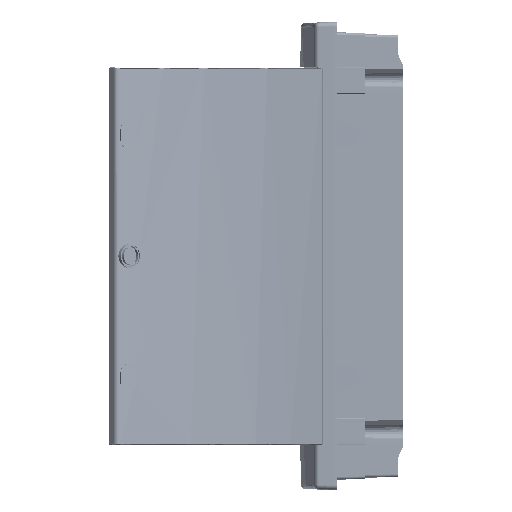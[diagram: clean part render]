
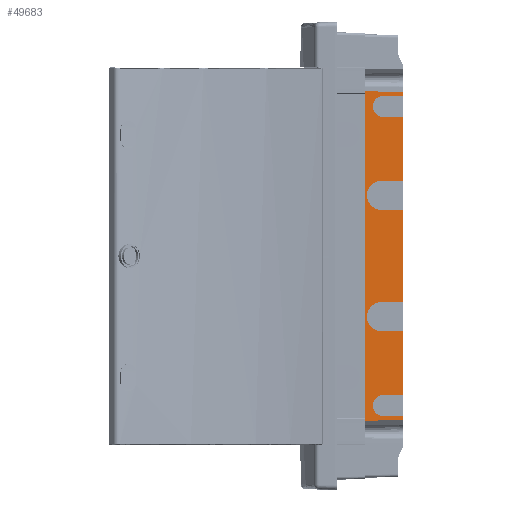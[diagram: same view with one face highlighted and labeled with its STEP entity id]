
A CAD part, left-side view. The second image highlights one B-rep face of the part: STEP entity #49683.
In plain terms, the highlighted planar face has unit normal (-1, -0.018, 0).
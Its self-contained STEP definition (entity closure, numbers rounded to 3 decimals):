
#1472=(
BOUNDED_CURVE()
B_SPLINE_CURVE(3,(#70397,#70398,#70399,#70400),.UNSPECIFIED.,.F.,.F.)
B_SPLINE_CURVE_WITH_KNOTS((4,4),(4.712,7.854),
 .UNSPECIFIED.)
CURVE()
GEOMETRIC_REPRESENTATION_ITEM()
RATIONAL_B_SPLINE_CURVE((1.,0.333,0.333,1.))
REPRESENTATION_ITEM('')
);
#1473=(
BOUNDED_CURVE()
B_SPLINE_CURVE(3,(#70405,#70406,#70407,#70408),.UNSPECIFIED.,.F.,.F.)
B_SPLINE_CURVE_WITH_KNOTS((4,4),(4.712,7.854),
 .UNSPECIFIED.)
CURVE()
GEOMETRIC_REPRESENTATION_ITEM()
RATIONAL_B_SPLINE_CURVE((1.,0.333,0.333,1.))
REPRESENTATION_ITEM('')
);
#1474=(
BOUNDED_CURVE()
B_SPLINE_CURVE(3,(#70415,#70416,#70417,#70418),.UNSPECIFIED.,.F.,.F.)
B_SPLINE_CURVE_WITH_KNOTS((4,4),(4.712,7.854),
 .UNSPECIFIED.)
CURVE()
GEOMETRIC_REPRESENTATION_ITEM()
RATIONAL_B_SPLINE_CURVE((1.,0.333,0.333,1.))
REPRESENTATION_ITEM('')
);
#1475=(
BOUNDED_CURVE()
B_SPLINE_CURVE(3,(#70423,#70424,#70425,#70426),.UNSPECIFIED.,.F.,.F.)
B_SPLINE_CURVE_WITH_KNOTS((4,4),(4.712,7.854),
 .UNSPECIFIED.)
CURVE()
GEOMETRIC_REPRESENTATION_ITEM()
RATIONAL_B_SPLINE_CURVE((1.,0.333,0.333,1.))
REPRESENTATION_ITEM('')
);
#4742=ORIENTED_EDGE('',*,*,#15630,.T.);
#4743=ORIENTED_EDGE('',*,*,#16193,.F.);
#4744=ORIENTED_EDGE('',*,*,#16194,.F.);
#4745=ORIENTED_EDGE('',*,*,#16195,.F.);
#4746=ORIENTED_EDGE('',*,*,#15626,.F.);
#4747=ORIENTED_EDGE('',*,*,#16196,.F.);
#4748=ORIENTED_EDGE('',*,*,#16197,.F.);
#4749=ORIENTED_EDGE('',*,*,#16198,.F.);
#4750=ORIENTED_EDGE('',*,*,#15674,.F.);
#4751=ORIENTED_EDGE('',*,*,#16199,.F.);
#4752=ORIENTED_EDGE('',*,*,#15804,.T.);
#4753=ORIENTED_EDGE('',*,*,#16200,.T.);
#4754=ORIENTED_EDGE('',*,*,#15638,.T.);
#4755=ORIENTED_EDGE('',*,*,#16201,.T.);
#4756=ORIENTED_EDGE('',*,*,#16202,.T.);
#4757=ORIENTED_EDGE('',*,*,#16203,.T.);
#4758=ORIENTED_EDGE('',*,*,#15634,.T.);
#4759=ORIENTED_EDGE('',*,*,#16204,.T.);
#4760=ORIENTED_EDGE('',*,*,#16205,.T.);
#4761=ORIENTED_EDGE('',*,*,#16206,.T.);
#15626=EDGE_CURVE('',#21594,#21595,#25975,.T.);
#15630=EDGE_CURVE('',#21599,#21598,#25979,.T.);
#15634=EDGE_CURVE('',#21603,#21602,#25983,.T.);
#15638=EDGE_CURVE('',#21607,#21606,#25987,.T.);
#15674=EDGE_CURVE('',#21642,#21643,#26019,.T.);
#15804=EDGE_CURVE('',#21757,#21756,#26127,.T.);
#16193=EDGE_CURVE('',#21974,#21598,#26445,.T.);
#16194=EDGE_CURVE('',#21975,#21974,#1472,.T.);
#16195=EDGE_CURVE('',#21595,#21975,#26446,.T.);
#16196=EDGE_CURVE('',#21976,#21594,#26447,.T.);
#16197=EDGE_CURVE('',#21977,#21976,#1473,.T.);
#16198=EDGE_CURVE('',#21643,#21977,#26448,.T.);
#16199=EDGE_CURVE('',#21757,#21642,#26449,.T.);
#16200=EDGE_CURVE('',#21756,#21607,#26450,.T.);
#16201=EDGE_CURVE('',#21606,#21978,#26451,.T.);
#16202=EDGE_CURVE('',#21978,#21979,#1474,.T.);
#16203=EDGE_CURVE('',#21979,#21603,#26452,.T.);
#16204=EDGE_CURVE('',#21602,#21980,#26453,.T.);
#16205=EDGE_CURVE('',#21980,#21981,#1475,.T.);
#16206=EDGE_CURVE('',#21981,#21599,#26454,.T.);
#21594=VERTEX_POINT('',#69101);
#21595=VERTEX_POINT('',#69103);
#21598=VERTEX_POINT('',#69109);
#21599=VERTEX_POINT('',#69111);
#21602=VERTEX_POINT('',#69117);
#21603=VERTEX_POINT('',#69119);
#21606=VERTEX_POINT('',#69125);
#21607=VERTEX_POINT('',#69127);
#21642=VERTEX_POINT('',#69197);
#21643=VERTEX_POINT('',#69199);
#21756=VERTEX_POINT('',#69491);
#21757=VERTEX_POINT('',#69493);
#21974=VERTEX_POINT('',#70396);
#21975=VERTEX_POINT('',#70401);
#21976=VERTEX_POINT('',#70404);
#21977=VERTEX_POINT('',#70409);
#21978=VERTEX_POINT('',#70414);
#21979=VERTEX_POINT('',#70419);
#21980=VERTEX_POINT('',#70422);
#21981=VERTEX_POINT('',#70427);
#25975=LINE('',#69102,#29673);
#25979=LINE('',#69110,#29677);
#25983=LINE('',#69118,#29681);
#25987=LINE('',#69126,#29685);
#26019=LINE('',#69198,#29717);
#26127=LINE('',#69492,#29825);
#26445=LINE('',#70395,#30143);
#26446=LINE('',#70402,#30144);
#26447=LINE('',#70403,#30145);
#26448=LINE('',#70410,#30146);
#26449=LINE('',#70411,#30147);
#26450=LINE('',#70412,#30148);
#26451=LINE('',#70413,#30149);
#26452=LINE('',#70420,#30150);
#26453=LINE('',#70421,#30151);
#26454=LINE('',#70428,#30152);
#29673=VECTOR('',#56495,1000.);
#29677=VECTOR('',#56499,1000.);
#29681=VECTOR('',#56503,1000.);
#29685=VECTOR('',#56507,1000.);
#29717=VECTOR('',#56547,1000.);
#29825=VECTOR('',#56687,1000.);
#30143=VECTOR('',#57389,1000.);
#30144=VECTOR('',#57390,1000.);
#30145=VECTOR('',#57391,1000.);
#30146=VECTOR('',#57392,1000.);
#30147=VECTOR('',#57393,1000.);
#30148=VECTOR('',#57394,1000.);
#30149=VECTOR('',#57395,1000.);
#30150=VECTOR('',#57396,1000.);
#30151=VECTOR('',#57397,1000.);
#30152=VECTOR('',#57398,1000.);
#33438=EDGE_LOOP('',(#4742,#4743,#4744,#4745,#4746,#4747,#4748,#4749,#4750,
#4751,#4752,#4753,#4754,#4755,#4756,#4757,#4758,#4759,#4760,#4761));
#38052=FACE_BOUND('',#33438,.T.);
#42607=PLANE('',#52148);
#49683=ADVANCED_FACE('',(#38052),#42607,.T.);
#52148=AXIS2_PLACEMENT_3D('',#70394,#57387,#57388);
#56495=DIRECTION('',(0.,0.,-1.));
#56499=DIRECTION('',(0.,0.,1.));
#56503=DIRECTION('',(0.,0.,1.));
#56507=DIRECTION('',(0.,0.,1.));
#56547=DIRECTION('',(0.,0.,-1.));
#56687=DIRECTION('',(0.,0.,-1.));
#57387=DIRECTION('',(-1.,-0.017,0.));
#57388=DIRECTION('',(-0.017,1.,0.));
#57389=DIRECTION('',(0.017,-1.,0.));
#57390=DIRECTION('',(-0.017,1.,0.));
#57391=DIRECTION('',(0.017,-1.,0.));
#57392=DIRECTION('',(-0.017,1.,0.));
#57393=DIRECTION('',(0.017,-1.,-0.012));
#57394=DIRECTION('',(0.017,-1.,0.012));
#57395=DIRECTION('',(-0.017,1.,0.));
#57396=DIRECTION('',(0.017,-1.,0.));
#57397=DIRECTION('',(-0.017,1.,0.));
#57398=DIRECTION('',(0.017,-1.,0.));
#69101=CARTESIAN_POINT('',(-129.273,0.,143.));
#69102=CARTESIAN_POINT('',(-129.273,0.,240.9));
#69103=CARTESIAN_POINT('',(-129.273,0.,77.5));
#69109=CARTESIAN_POINT('',(-129.273,0.,47.5));
#69110=CARTESIAN_POINT('',(-129.273,0.,-240.9));
#69111=CARTESIAN_POINT('',(-129.273,0.,-47.5));
#69117=CARTESIAN_POINT('',(-129.273,0.,-77.5));
#69118=CARTESIAN_POINT('',(-129.273,0.,-240.9));
#69119=CARTESIAN_POINT('',(-129.273,0.,-143.));
#69125=CARTESIAN_POINT('',(-129.273,0.,-165.));
#69126=CARTESIAN_POINT('',(-129.273,0.,-240.9));
#69127=CARTESIAN_POINT('',(-129.273,0.,-169.028));
#69197=CARTESIAN_POINT('',(-129.273,0.,169.028));
#69198=CARTESIAN_POINT('',(-129.273,0.,240.9));
#69199=CARTESIAN_POINT('',(-129.273,0.,165.));
#69491=CARTESIAN_POINT('',(-129.95,38.8,-169.51));
#69492=CARTESIAN_POINT('',(-129.95,38.8,240.9));
#69493=CARTESIAN_POINT('',(-129.95,38.8,169.51));
#70394=CARTESIAN_POINT('',(-129.95,38.8,240.9));
#70395=CARTESIAN_POINT('',(-129.95,38.8,47.5));
#70396=CARTESIAN_POINT('',(-129.657,22.,47.5));
#70397=CARTESIAN_POINT('',(-129.657,22.,77.5));
#70398=CARTESIAN_POINT('',(-130.18,52.,77.5));
#70399=CARTESIAN_POINT('',(-130.18,52.,47.5));
#70400=CARTESIAN_POINT('',(-129.657,22.,47.5));
#70401=CARTESIAN_POINT('',(-129.657,22.,77.5));
#70402=CARTESIAN_POINT('',(-129.95,38.8,77.5));
#70403=CARTESIAN_POINT('',(-129.95,38.8,143.));
#70404=CARTESIAN_POINT('',(-129.622,20.,143.));
#70405=CARTESIAN_POINT('',(-129.622,20.,165.));
#70406=CARTESIAN_POINT('',(-130.006,42.,165.));
#70407=CARTESIAN_POINT('',(-130.006,42.,143.));
#70408=CARTESIAN_POINT('',(-129.622,20.,143.));
#70409=CARTESIAN_POINT('',(-129.622,20.,165.));
#70410=CARTESIAN_POINT('',(-129.95,38.8,165.));
#70411=CARTESIAN_POINT('',(-129.965,39.686,169.521));
#70412=CARTESIAN_POINT('',(-129.965,39.686,-169.521));
#70413=CARTESIAN_POINT('',(-129.95,38.8,-165.));
#70414=CARTESIAN_POINT('',(-129.622,20.,-165.));
#70415=CARTESIAN_POINT('',(-129.622,20.,-165.));
#70416=CARTESIAN_POINT('',(-130.006,42.,-165.));
#70417=CARTESIAN_POINT('',(-130.006,42.,-143.));
#70418=CARTESIAN_POINT('',(-129.622,20.,-143.));
#70419=CARTESIAN_POINT('',(-129.622,20.,-143.));
#70420=CARTESIAN_POINT('',(-129.95,38.8,-143.));
#70421=CARTESIAN_POINT('',(-129.95,38.8,-77.5));
#70422=CARTESIAN_POINT('',(-129.657,22.,-77.5));
#70423=CARTESIAN_POINT('',(-129.657,22.,-77.5));
#70424=CARTESIAN_POINT('',(-130.18,52.,-77.5));
#70425=CARTESIAN_POINT('',(-130.18,52.,-47.5));
#70426=CARTESIAN_POINT('',(-129.657,22.,-47.5));
#70427=CARTESIAN_POINT('',(-129.657,22.,-47.5));
#70428=CARTESIAN_POINT('',(-129.95,38.8,-47.5));
